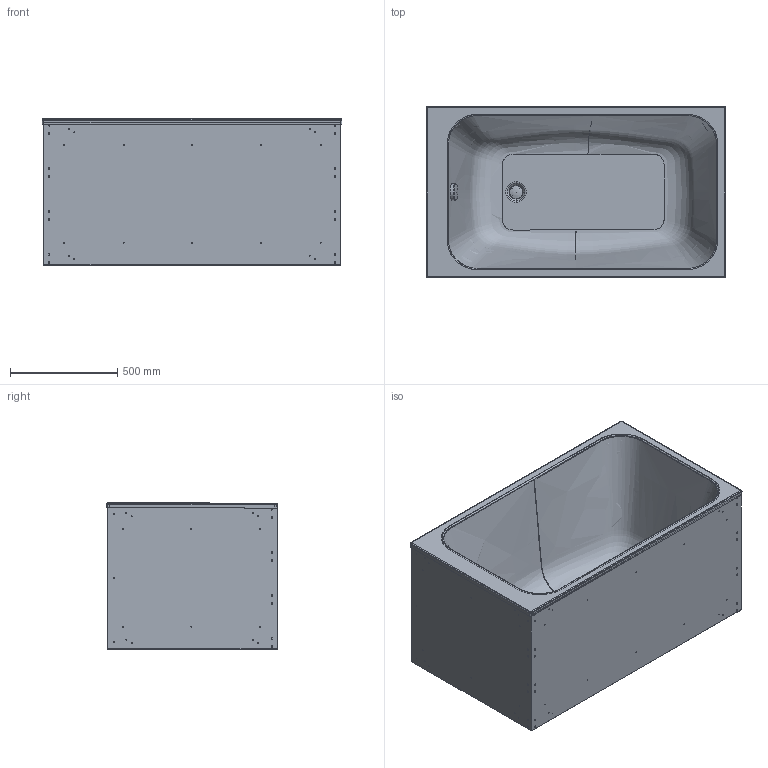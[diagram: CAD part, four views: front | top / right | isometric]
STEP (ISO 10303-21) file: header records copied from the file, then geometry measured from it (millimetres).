
FILE_DESCRIPTION((''),'2;1');
FILE_NAME('700233_8954.stp','2011-05-26T11:03:50',('Administrator'),(''),'Autodesk Inventor 2011','Autodesk Inventor 2011','');
FILE_SCHEMA(('AUTOMOTIVE_DESIGN { 1 0 10303 214 1 1 1 1 }'));
Length unit declared in the file: millimetre
Products named in the file (9): 700233_8954; 700233; Kelch; Stopfen; Verschluss_Ueberlauf; 8954; Längsseite_8954; Querseite_2_8954; Querseite_1_8954
Assembly tree (8 placements, depth 3):
  700233_8954
    700233
    Kelch
    Stopfen
    Verschluss_Ueberlauf
    8954
      Längsseite_8954
      Querseite_2_8954
      Querseite_1_8954
Bounding box: 1400 x 800.02 x 682.8 mm (x, y, z)
Volume: 14973210.6 mm3; surface area: 9179130.4 mm2
Topology: 6 solids, 68 shells, 369 faces, 933 edges, 751 vertices
Faces by surface type: plane 163, cylinder 162, bspline 22, torus 12, cone 6, sphere 4
Full cylindrical faces by diameter (mm): 3.5 x64, 4.5 x52, 15 x1, 42 x1, 44 x1, 60 x1, 74 x1, 79.999 x1
Entity records: 49888 total; most frequent: CARTESIAN_POINT 40786, DIRECTION 1785, ORIENTED_EDGE 1153, AXIS2_PLACEMENT_3D 799, EDGE_CURVE 767, VERTEX_POINT 719, EDGE_LOOP 626, CIRCLE 401
